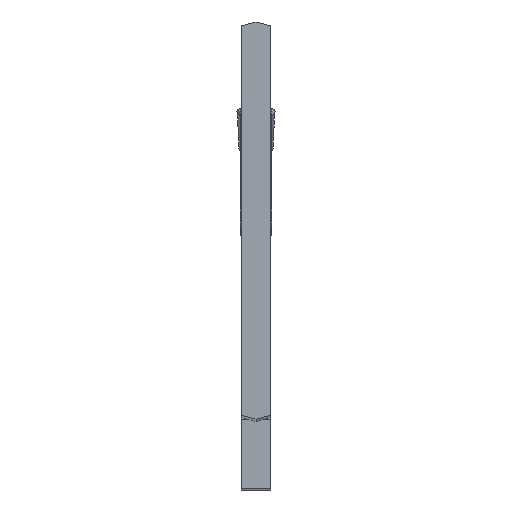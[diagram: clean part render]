
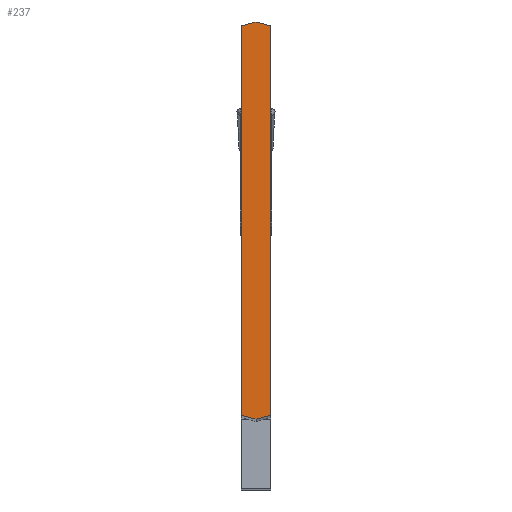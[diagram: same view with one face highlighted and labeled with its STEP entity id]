
A CAD part, top view. The second image highlights one B-rep face of the part: STEP entity #237.
In plain terms, the highlighted planar face has unit normal (0, 0, 1).
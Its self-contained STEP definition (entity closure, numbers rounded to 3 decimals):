
#237=ADVANCED_FACE('SHANKHEAD_FACE_BOTTOM',(#362),#317,.T.);
#317=PLANE('',#1758);
#362=FACE_OUTER_BOUND('',#444,.T.);
#444=EDGE_LOOP('',(#602,#603,#604,#605,#606,#607));
#602=ORIENTED_EDGE('',*,*,#1207,.T.);
#603=ORIENTED_EDGE('',*,*,#1208,.T.);
#604=ORIENTED_EDGE('',*,*,#1150,.T.);
#605=ORIENTED_EDGE('',*,*,#1209,.F.);
#606=ORIENTED_EDGE('',*,*,#1210,.F.);
#607=ORIENTED_EDGE('',*,*,#1202,.F.);
#997=VERTEX_POINT('',#2382);
#998=VERTEX_POINT('',#2384);
#1045=VERTEX_POINT('',#2493);
#1046=VERTEX_POINT('',#2495);
#1050=VERTEX_POINT('',#2505);
#1051=VERTEX_POINT('',#2508);
#1150=EDGE_CURVE('',#998,#997,#1374,.T.);
#1202=EDGE_CURVE('',#1045,#1046,#1400,.T.);
#1207=EDGE_CURVE('',#1045,#1050,#1403,.T.);
#1208=EDGE_CURVE('',#1050,#998,#1404,.T.);
#1209=EDGE_CURVE('',#1051,#997,#1405,.T.);
#1210=EDGE_CURVE('',#1046,#1051,#1406,.T.);
#1374=LINE('',#2383,#1516);
#1400=LINE('',#2494,#1542);
#1403=LINE('',#2504,#1545);
#1404=LINE('',#2506,#1546);
#1405=LINE('',#2507,#1547);
#1406=LINE('',#2509,#1548);
#1516=VECTOR('',#1909,1.);
#1542=VECTOR('',#1985,1.);
#1545=VECTOR('',#1994,1.);
#1546=VECTOR('',#1995,1.);
#1547=VECTOR('',#1996,1.);
#1548=VECTOR('',#1997,1.);
#1758=AXIS2_PLACEMENT_3D('',#2510,#1998,#1999);
#1909=DIRECTION('',(0.,1.,0.));
#1985=DIRECTION('',(0.,1.,0.));
#1994=DIRECTION('',(0.966,-0.259,0.));
#1995=DIRECTION('',(0.966,0.259,0.));
#1996=DIRECTION('',(0.966,-0.259,0.));
#1997=DIRECTION('',(0.966,0.259,0.));
#1998=DIRECTION('',(0.,0.,1.));
#1999=DIRECTION('',(0.,-1.,0.));
#2382=CARTESIAN_POINT('',(2.35,31.27,0.));
#2383=CARTESIAN_POINT('',(2.35,39.,0.));
#2384=CARTESIAN_POINT('',(2.35,0.63,0.));
#2493=CARTESIAN_POINT('',(0.,0.63,0.));
#2494=CARTESIAN_POINT('',(0.,39.,0.));
#2495=CARTESIAN_POINT('',(0.,31.27,0.));
#2504=CARTESIAN_POINT('',(0.,0.63,0.));
#2505=CARTESIAN_POINT('',(1.175,0.315,0.));
#2506=CARTESIAN_POINT('',(1.175,0.315,0.));
#2507=CARTESIAN_POINT('',(1.175,31.585,0.));
#2508=CARTESIAN_POINT('',(1.175,31.585,0.));
#2509=CARTESIAN_POINT('',(0.,31.27,0.));
#2510=CARTESIAN_POINT('',(2.35,39.,0.));
